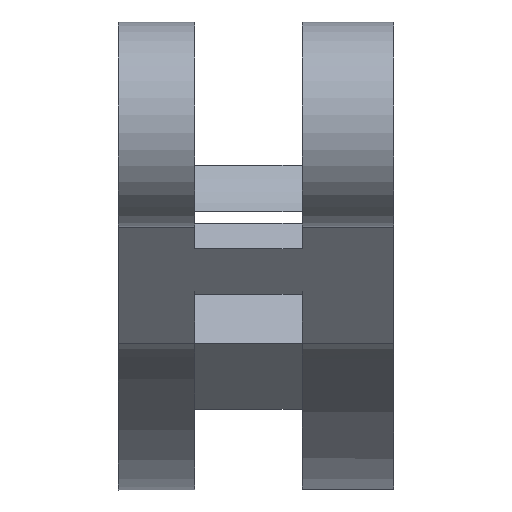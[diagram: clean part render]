
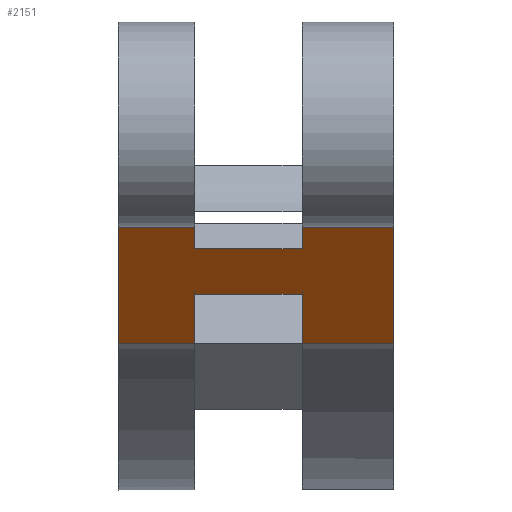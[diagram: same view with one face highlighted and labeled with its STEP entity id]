
A CAD part, left-side view. The second image highlights one B-rep face of the part: STEP entity #2151.
In plain terms, the highlighted planar face has unit normal (-0.361, 0, -0.932).
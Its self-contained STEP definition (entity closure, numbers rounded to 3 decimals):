
#173=PLANE('',#2326);
#256=FACE_OUTER_BOUND('',#383,.T.);
#383=EDGE_LOOP('',(#1768,#1769,#1770,#1771,#1772,#1773,#1774,#1775,#1776,
#1777,#1778,#1779));
#478=LINE('',#3662,#670);
#493=LINE('',#3794,#685);
#497=LINE('',#3801,#689);
#498=LINE('',#3809,#690);
#502=LINE('',#3817,#694);
#512=LINE('',#3848,#704);
#531=LINE('',#4571,#723);
#569=LINE('',#5001,#761);
#570=LINE('',#5003,#762);
#572=LINE('',#5007,#764);
#573=LINE('',#5008,#765);
#574=LINE('',#5009,#766);
#670=VECTOR('',#2465,10.);
#685=VECTOR('',#2512,10.);
#689=VECTOR('',#2516,10.);
#690=VECTOR('',#2523,10.);
#694=VECTOR('',#2527,10.);
#704=VECTOR('',#2555,10.);
#723=VECTOR('',#2608,10.);
#761=VECTOR('',#2704,10.);
#762=VECTOR('',#2705,10.);
#764=VECTOR('',#2709,10.);
#765=VECTOR('',#2710,10.);
#766=VECTOR('',#2711,10.);
#942=VERTEX_POINT('',#3659);
#943=VERTEX_POINT('',#3661);
#964=VERTEX_POINT('',#3771);
#974=VERTEX_POINT('',#3791);
#975=VERTEX_POINT('',#3793);
#978=VERTEX_POINT('',#3799);
#981=VERTEX_POINT('',#3807);
#982=VERTEX_POINT('',#3808);
#985=VERTEX_POINT('',#3814);
#986=VERTEX_POINT('',#3816);
#1037=VERTEX_POINT('',#5002);
#1038=VERTEX_POINT('',#5006);
#1161=EDGE_CURVE('',#942,#943,#478,.T.);
#1194=EDGE_CURVE('',#975,#974,#493,.T.);
#1198=EDGE_CURVE('',#964,#978,#497,.T.);
#1201=EDGE_CURVE('',#981,#982,#498,.T.);
#1205=EDGE_CURVE('',#986,#985,#502,.T.);
#1222=EDGE_CURVE('',#978,#981,#512,.T.);
#1263=EDGE_CURVE('',#975,#985,#531,.T.);
#1302=EDGE_CURVE('',#943,#974,#569,.T.);
#1303=EDGE_CURVE('',#986,#1037,#570,.T.);
#1305=EDGE_CURVE('',#982,#1038,#572,.T.);
#1306=EDGE_CURVE('',#1037,#1038,#573,.T.);
#1307=EDGE_CURVE('',#942,#964,#574,.T.);
#1768=ORIENTED_EDGE('',*,*,#1201,.T.);
#1769=ORIENTED_EDGE('',*,*,#1305,.T.);
#1770=ORIENTED_EDGE('',*,*,#1306,.F.);
#1771=ORIENTED_EDGE('',*,*,#1303,.F.);
#1772=ORIENTED_EDGE('',*,*,#1205,.T.);
#1773=ORIENTED_EDGE('',*,*,#1263,.F.);
#1774=ORIENTED_EDGE('',*,*,#1194,.T.);
#1775=ORIENTED_EDGE('',*,*,#1302,.F.);
#1776=ORIENTED_EDGE('',*,*,#1161,.F.);
#1777=ORIENTED_EDGE('',*,*,#1307,.T.);
#1778=ORIENTED_EDGE('',*,*,#1198,.T.);
#1779=ORIENTED_EDGE('',*,*,#1222,.T.);
#2151=ADVANCED_FACE('',(#256),#173,.T.);
#2326=AXIS2_PLACEMENT_3D('',#5005,#2707,#2708);
#2465=DIRECTION('',(0.932,0.,-0.361));
#2512=DIRECTION('',(0.932,0.,-0.361));
#2516=DIRECTION('',(0.932,0.,-0.361));
#2523=DIRECTION('',(-0.932,0.,0.361));
#2527=DIRECTION('',(-0.932,0.,0.361));
#2555=DIRECTION('',(0.,1.,0.));
#2608=DIRECTION('',(0.,1.,0.));
#2704=DIRECTION('',(0.,1.,0.));
#2705=DIRECTION('',(0.,1.,0.));
#2707=DIRECTION('center_axis',(-0.361,0.,-0.932));
#2708=DIRECTION('ref_axis',(-0.932,0.,0.361));
#2709=DIRECTION('',(0.,1.,0.));
#2710=DIRECTION('',(-0.932,0.,0.361));
#2711=DIRECTION('',(0.,1.,0.));
#3659=CARTESIAN_POINT('',(45.151,0.,-7.15));
#3661=CARTESIAN_POINT('',(68.,0.,-16.));
#3662=CARTESIAN_POINT('',(45.151,0.,-7.15));
#3771=CARTESIAN_POINT('',(45.151,6.7,-7.15));
#3791=CARTESIAN_POINT('',(68.,6.7,-16.));
#3793=CARTESIAN_POINT('',(58.758,6.7,-12.42));
#3794=CARTESIAN_POINT('',(67.364,6.7,-15.754));
#3799=CARTESIAN_POINT('',(50.124,6.7,-9.076));
#3801=CARTESIAN_POINT('',(54.442,6.7,-10.748));
#3807=CARTESIAN_POINT('',(50.124,14.54,-9.076));
#3808=CARTESIAN_POINT('',(45.151,14.54,-7.15));
#3809=CARTESIAN_POINT('',(59.062,14.54,-12.538));
#3814=CARTESIAN_POINT('',(58.758,14.54,-12.42));
#3816=CARTESIAN_POINT('',(68.,14.54,-16.));
#3817=CARTESIAN_POINT('',(67.364,14.54,-15.754));
#3848=CARTESIAN_POINT('',(50.124,3.35,-9.076));
#4571=CARTESIAN_POINT('',(58.758,0.,-12.42));
#5001=CARTESIAN_POINT('',(68.,0.,-16.));
#5002=CARTESIAN_POINT('',(68.,20.13,-16.));
#5003=CARTESIAN_POINT('',(68.,0.,-16.));
#5005=CARTESIAN_POINT('Origin',(68.,0.,-16.));
#5006=CARTESIAN_POINT('',(45.151,20.13,-7.15));
#5007=CARTESIAN_POINT('',(45.151,0.,-7.15));
#5008=CARTESIAN_POINT('',(45.151,20.13,-7.15));
#5009=CARTESIAN_POINT('',(45.151,0.,-7.15));
